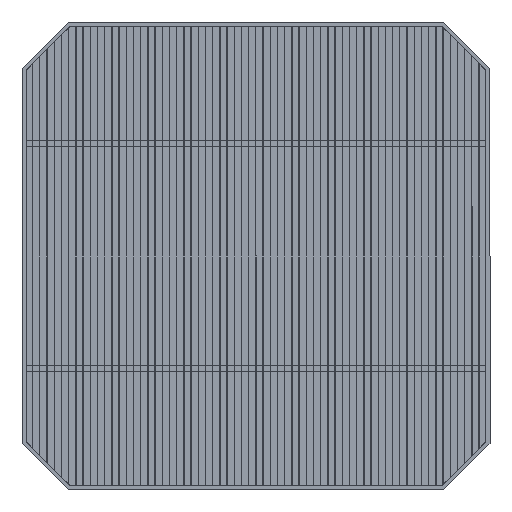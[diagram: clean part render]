
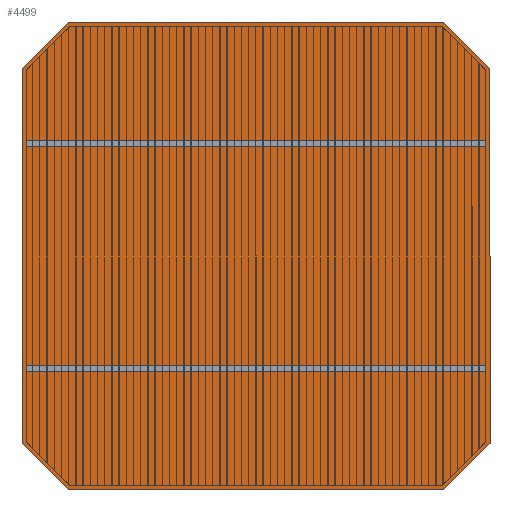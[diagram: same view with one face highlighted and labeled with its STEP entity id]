
A CAD part, top view. The second image highlights one B-rep face of the part: STEP entity #4499.
In plain terms, the highlighted planar face has unit normal (0, 0, 1).
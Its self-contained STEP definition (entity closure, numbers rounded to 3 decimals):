
#420 = CARTESIAN_POINT ( 'NONE',  ( 78., 62.6, 0. ) ) ;
#461 = LINE ( 'NONE', #11768, #6352 ) ;
#582 = VECTOR ( 'NONE', #10836, 1000. ) ;
#910 = CARTESIAN_POINT ( 'NONE',  ( 78., -62.6, 0. ) ) ;
#966 = VERTEX_POINT ( 'NONE', #3661 ) ;
#1382 = LINE ( 'NONE', #9879, #582 ) ;
#1580 = VECTOR ( 'NONE', #6355, 1000. ) ;
#1655 = CARTESIAN_POINT ( 'NONE',  ( 0., -171.741, 0. ) ) ;
#1661 = CARTESIAN_POINT ( 'NONE',  ( 156.171, -15.571, 0. ) ) ;
#2699 = VECTOR ( 'NONE', #4242, 1000. ) ;
#2712 = LINE ( 'NONE', #11288, #3942 ) ;
#2927 = DIRECTION ( 'NONE',  ( 0., -1., 0. ) ) ;
#2949 = ORIENTED_EDGE ( 'NONE', *, *, #3702, .T. ) ;
#3047 = LINE ( 'NONE', #7242, #4959 ) ;
#3515 = VERTEX_POINT ( 'NONE', #7023 ) ;
#3661 = CARTESIAN_POINT ( 'NONE',  ( 62.6, -78., 0. ) ) ;
#3702 = EDGE_CURVE ( 'NONE', #3515, #5258, #4617, .T. ) ;
#3942 = VECTOR ( 'NONE', #8293, 1000. ) ;
#4144 = ORIENTED_EDGE ( 'NONE', *, *, #6603, .F. ) ;
#4242 = DIRECTION ( 'NONE',  ( 0., 1., 0. ) ) ;
#4336 = VECTOR ( 'NONE', #5378, 1000. ) ;
#4457 = VERTEX_POINT ( 'NONE', #9256 ) ;
#4499 = ADVANCED_FACE ( 'NONE', ( #5019 ), #12152, .T. ) ;
#4617 = LINE ( 'NONE', #10185, #4336 ) ;
#4849 = CARTESIAN_POINT ( 'NONE',  ( -156.171, -15.571, 0. ) ) ;
#4958 = ORIENTED_EDGE ( 'NONE', *, *, #11400, .F. ) ;
#4959 = VECTOR ( 'NONE', #12046, 1000. ) ;
#5019 = FACE_OUTER_BOUND ( 'NONE', #6331, .T. ) ;
#5109 = CARTESIAN_POINT ( 'NONE',  ( -78., -171.741, 0. ) ) ;
#5258 = VERTEX_POINT ( 'NONE', #7856 ) ;
#5303 = ORIENTED_EDGE ( 'NONE', *, *, #6948, .F. ) ;
#5378 = DIRECTION ( 'NONE',  ( 0.707, -0.707, 0. ) ) ;
#5674 = ORIENTED_EDGE ( 'NONE', *, *, #9461, .T. ) ;
#5722 = VERTEX_POINT ( 'NONE', #10669 ) ;
#6331 = EDGE_LOOP ( 'NONE', ( #8411, #4958, #10760, #2949, #4144, #5303, #11512, #5674 ) ) ;
#6352 = VECTOR ( 'NONE', #2927, 1000. ) ;
#6355 = DIRECTION ( 'NONE',  ( -0.707, 0.707, 0. ) ) ;
#6512 = VERTEX_POINT ( 'NONE', #420 ) ;
#6603 = EDGE_CURVE ( 'NONE', #966, #5258, #2712, .T. ) ;
#6634 = CARTESIAN_POINT ( 'NONE',  ( -62.6, 78., 0. ) ) ;
#6948 = EDGE_CURVE ( 'NONE', #11830, #966, #3047, .T. ) ;
#7021 = AXIS2_PLACEMENT_3D ( 'NONE', #1655, #8276, #11262 ) ;
#7023 = CARTESIAN_POINT ( 'NONE',  ( -78., -62.6, 0. ) ) ;
#7242 = CARTESIAN_POINT ( 'NONE',  ( -15.571, -156.171, 0. ) ) ;
#7856 = CARTESIAN_POINT ( 'NONE',  ( -62.6, -78., 0. ) ) ;
#8276 = DIRECTION ( 'NONE',  ( 0., 0., 1. ) ) ;
#8293 = DIRECTION ( 'NONE',  ( -1., 0., 0. ) ) ;
#8299 = VERTEX_POINT ( 'NONE', #6634 ) ;
#8411 = ORIENTED_EDGE ( 'NONE', *, *, #10937, .F. ) ;
#8554 = EDGE_CURVE ( 'NONE', #3515, #5722, #10400, .T. ) ;
#8616 = DIRECTION ( 'NONE',  ( 0.707, 0.707, 0. ) ) ;
#9247 = LINE ( 'NONE', #1661, #1580 ) ;
#9256 = CARTESIAN_POINT ( 'NONE',  ( 62.6, 78., 0. ) ) ;
#9313 = VECTOR ( 'NONE', #8616, 1000. ) ;
#9461 = EDGE_CURVE ( 'NONE', #6512, #4457, #9247, .T. ) ;
#9625 = LINE ( 'NONE', #4849, #9313 ) ;
#9879 = CARTESIAN_POINT ( 'NONE',  ( 0., 78., 0. ) ) ;
#10185 = CARTESIAN_POINT ( 'NONE',  ( 15.571, -156.171, 0. ) ) ;
#10240 = EDGE_CURVE ( 'NONE', #6512, #11830, #461, .T. ) ;
#10400 = LINE ( 'NONE', #5109, #2699 ) ;
#10669 = CARTESIAN_POINT ( 'NONE',  ( -78., 62.6, 0. ) ) ;
#10760 = ORIENTED_EDGE ( 'NONE', *, *, #8554, .F. ) ;
#10836 = DIRECTION ( 'NONE',  ( 1., 0., 0. ) ) ;
#10937 = EDGE_CURVE ( 'NONE', #8299, #4457, #1382, .T. ) ;
#11262 = DIRECTION ( 'NONE',  ( 1., 0., 0. ) ) ;
#11288 = CARTESIAN_POINT ( 'NONE',  ( 0., -78., 0. ) ) ;
#11400 = EDGE_CURVE ( 'NONE', #5722, #8299, #9625, .T. ) ;
#11512 = ORIENTED_EDGE ( 'NONE', *, *, #10240, .F. ) ;
#11768 = CARTESIAN_POINT ( 'NONE',  ( 78., -171.741, 0. ) ) ;
#11830 = VERTEX_POINT ( 'NONE', #910 ) ;
#12046 = DIRECTION ( 'NONE',  ( -0.707, -0.707, 0. ) ) ;
#12152 = PLANE ( 'NONE',  #7021 ) ;
